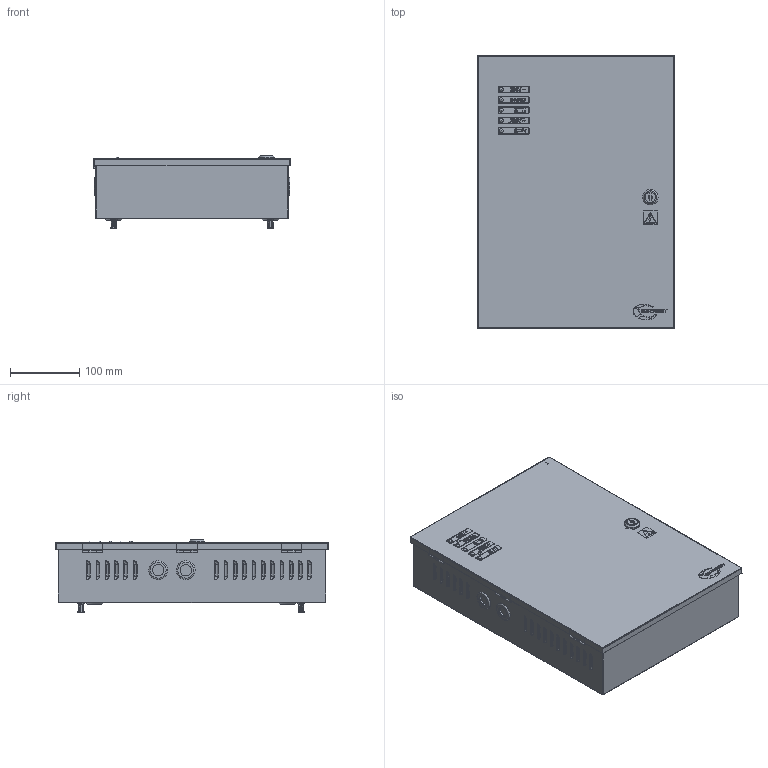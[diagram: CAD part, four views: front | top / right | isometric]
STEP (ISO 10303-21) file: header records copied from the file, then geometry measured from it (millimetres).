
FILE_DESCRIPTION (( 'STEP AP214' ), '1' );
FILE_NAME ('AD2405R.STEP', '2021-08-02T11:57:04', ( '' ), ( '' ), 'SwSTEP 2.0', 'SolidWorks 2020', '' );
FILE_SCHEMA (( 'AUTOMOTIVE_DESIGN' ));
Length unit declared in the file: millimetre
Products named in the file (33): Header 2_0 6x; Parte 1 Deviatore a Rotella Panasonic AM5; Parte 2 Deviatore a Rotella Panasonic AM5; Parte 4 Deviatore a Rotella Panasonic AM5; EP0180-LED 5MM_ROUGE; CAM LOCK XL; ELEC AD2405R-1_NV ELEC; HDR1x3; ENTRETOISE H4.8; HB-9500_3P; PCB AD2405R_NV ELEC RELAIS; Parte 3 Deviatore a Rotella Panasonic AM5; ELEC1 AD1203R-OBS_NV ELEC; RedLED-3mm; BT CONTACT; B2B-PH-K-S; HB-9500_6P; COUVERCLE DE PROTECTION_NV ELEC RELAIS; Deviatore a Rotella Panasonic AM5_LIBRE; User Library-20mm diameter panel hole grommet; PCB 5LEDS; CASING DE PROTECTION; ELEC AD2405R; EP0180-LED 5MM_ORANGE; ISO 7045 - M3 x 6 - Z --- 6S_ISO 7045 - M3 x 6 - Z --- 6S; DIN 967 - M4 x 6 - Z --- 4.6N_DIN 967 - M4 x 6 - Z --- 4.6N; AD2405R; RELAY; Jumper; r6513-00_paroi 0.8mm; mkds_1.5-8; EP0180-LED 5MM_VERT; BOITIER AD2405R_AD2405R
Assembly tree (55 placements, depth 4):
  AD2405R
    BOITIER AD2405R_AD2405R
    PCB AD2405R_NV ELEC RELAIS
      CASING DE PROTECTION
      COUVERCLE DE PROTECTION_NV ELEC RELAIS
      ELEC AD2405R
      ELEC AD2405R-1_NV ELEC
        ENTRETOISE H4.8  x4
        ELEC1 AD1203R-OBS_NV ELEC
        ISO 7045 - M3 x 6 - Z --- 6S_ISO 7045 - M3 x 6 - Z --- 6S  x4
        RELAY  x2
        B2B-PH-K-S
        mkds_1.5-8
        HDR1x3  x2
        Jumper  x2
      HB-9500_3P
      HB-9500_6P
      BT CONTACT
      Header 2_0 6x
      RedLED-3mm
      B2B-PH-K-S
    DIN 967 - M4 x 6 - Z --- 4.6N_DIN 967 - M4 x 6 - Z --- 4.6N  x4
    Deviatore a Rotella Panasonic AM5_LIBRE
      Parte 1 Deviatore a Rotella Panasonic AM5
      Parte 2 Deviatore a Rotella Panasonic AM5
      Parte 3 Deviatore a Rotella Panasonic AM5
      Parte 4 Deviatore a Rotella Panasonic AM5
    CAM LOCK XL
    User Library-20mm diameter panel hole grommet  x6
    EP0180-LED 5MM_VERT  x2
    EP0180-LED 5MM_ORANGE
    EP0180-LED 5MM_ROUGE  x2
    r6513-00_paroi 0.8mm  x4
    PCB 5LEDS
Bounding box: 285.3 x 395 x 105.3 mm (x, y, z)
Volume: 501812.4 mm3; surface area: 941430.2 mm2
Topology: 68 solids, 68 shells, 6125 faces, 16365 edges, 10868 vertices
Faces by surface type: plane 3912, cylinder 964, bspline 662, cone 300, torus 259, sphere 28
Entity records: 229854 total; most frequent: CARTESIAN_POINT 71976, ORIENTED_EDGE 27722, DIRECTION 23466, EDGE_CURVE 13861, LINE 9678, VECTOR 9678, VERTEX_POINT 9286, AXIS2_PLACEMENT_3D 6894
